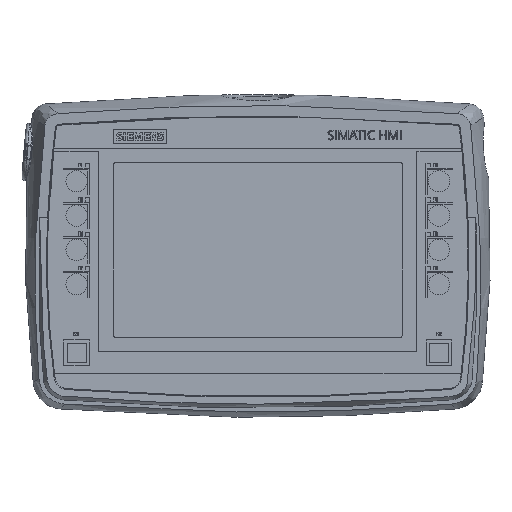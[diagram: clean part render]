
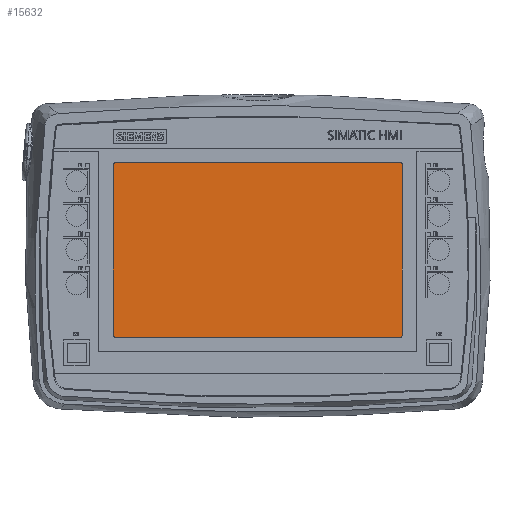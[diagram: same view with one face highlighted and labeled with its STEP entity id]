
A CAD part, top view. The second image highlights one B-rep face of the part: STEP entity #15632.
In plain terms, the highlighted planar face has unit normal (0, 0, 1).
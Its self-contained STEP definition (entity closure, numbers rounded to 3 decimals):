
#14655=CIRCLE('',#48633,1.);
#14656=CIRCLE('',#48636,1.);
#14657=CIRCLE('',#48639,1.);
#14658=CIRCLE('',#48642,1.);
#15632=ADVANCED_FACE('',(#19004),#17488,.T.);
#17488=PLANE('',#48644);
#19004=FACE_OUTER_BOUND('',#20918,.T.);
#20918=EDGE_LOOP('',(#31771,#31772,#31773,#31774,#31775,#31776,#31777,#31778));
#23314=LINE('',#61543,#25799);
#23318=LINE('',#61553,#25803);
#23321=LINE('',#61561,#25806);
#23324=LINE('',#61569,#25809);
#25799=VECTOR('',#51541,1.);
#25803=VECTOR('',#51551,1.);
#25806=VECTOR('',#51560,1.);
#25809=VECTOR('',#51569,1.);
#31771=ORIENTED_EDGE('',*,*,#44290,.F.);
#31772=ORIENTED_EDGE('',*,*,#44293,.F.);
#31773=ORIENTED_EDGE('',*,*,#44295,.F.);
#31774=ORIENTED_EDGE('',*,*,#44297,.F.);
#31775=ORIENTED_EDGE('',*,*,#44299,.F.);
#31776=ORIENTED_EDGE('',*,*,#44301,.F.);
#31777=ORIENTED_EDGE('',*,*,#44303,.F.);
#31778=ORIENTED_EDGE('',*,*,#44304,.F.);
#40859=VERTEX_POINT('',#61542);
#40860=VERTEX_POINT('',#61544);
#40861=VERTEX_POINT('',#61548);
#40862=VERTEX_POINT('',#61552);
#40863=VERTEX_POINT('',#61556);
#40864=VERTEX_POINT('',#61560);
#40865=VERTEX_POINT('',#61564);
#40866=VERTEX_POINT('',#61568);
#44290=EDGE_CURVE('',#40859,#40860,#23314,.T.);
#44293=EDGE_CURVE('',#40861,#40859,#14655,.T.);
#44295=EDGE_CURVE('',#40862,#40861,#23318,.T.);
#44297=EDGE_CURVE('',#40863,#40862,#14656,.T.);
#44299=EDGE_CURVE('',#40864,#40863,#23321,.T.);
#44301=EDGE_CURVE('',#40865,#40864,#14657,.T.);
#44303=EDGE_CURVE('',#40866,#40865,#23324,.T.);
#44304=EDGE_CURVE('',#40860,#40866,#14658,.T.);
#48633=AXIS2_PLACEMENT_3D('',#61549,#51546,#51547);
#48636=AXIS2_PLACEMENT_3D('',#61557,#51555,#51556);
#48639=AXIS2_PLACEMENT_3D('',#61565,#51564,#51565);
#48642=AXIS2_PLACEMENT_3D('',#61571,#51572,#51573);
#48644=AXIS2_PLACEMENT_3D('',#61573,#51576,#51577);
#51541=DIRECTION('',(0.,1.,0.));
#51546=DIRECTION('',(0.,0.,-1.));
#51547=DIRECTION('',(1.,0.,0.));
#51551=DIRECTION('',(-1.,0.,0.));
#51555=DIRECTION('',(0.,0.,-1.));
#51556=DIRECTION('',(1.,0.,0.));
#51560=DIRECTION('',(0.,-1.,0.));
#51564=DIRECTION('',(0.,0.,-1.));
#51565=DIRECTION('',(1.,0.,0.));
#51569=DIRECTION('',(1.,0.,0.));
#51572=DIRECTION('',(0.,0.,-1.));
#51573=DIRECTION('',(1.,0.,0.));
#51576=DIRECTION('',(0.,0.,1.));
#51577=DIRECTION('',(1.,0.,0.));
#61542=CARTESIAN_POINT('',(-76.95,-43.65,15.7));
#61543=CARTESIAN_POINT('',(-76.95,47.25,15.7));
#61544=CARTESIAN_POINT('',(-76.95,47.25,15.7));
#61548=CARTESIAN_POINT('',(-75.95,-44.65,15.7));
#61549=CARTESIAN_POINT('',(-75.95,-43.65,15.7));
#61552=CARTESIAN_POINT('',(75.95,-44.65,15.7));
#61553=CARTESIAN_POINT('',(-75.95,-44.65,15.7));
#61556=CARTESIAN_POINT('',(76.95,-43.65,15.7));
#61557=CARTESIAN_POINT('',(75.95,-43.65,15.7));
#61560=CARTESIAN_POINT('',(76.95,47.25,15.7));
#61561=CARTESIAN_POINT('',(76.95,-43.65,15.7));
#61564=CARTESIAN_POINT('',(75.95,48.25,15.7));
#61565=CARTESIAN_POINT('',(75.95,47.25,15.7));
#61568=CARTESIAN_POINT('',(-75.95,48.25,15.7));
#61569=CARTESIAN_POINT('',(75.95,48.25,15.7));
#61571=CARTESIAN_POINT('',(-75.95,47.25,15.7));
#61573=CARTESIAN_POINT('',(-75.95,-43.65,15.7));
